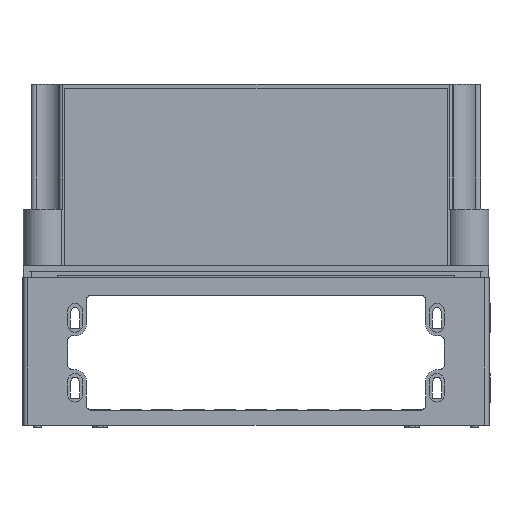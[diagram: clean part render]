
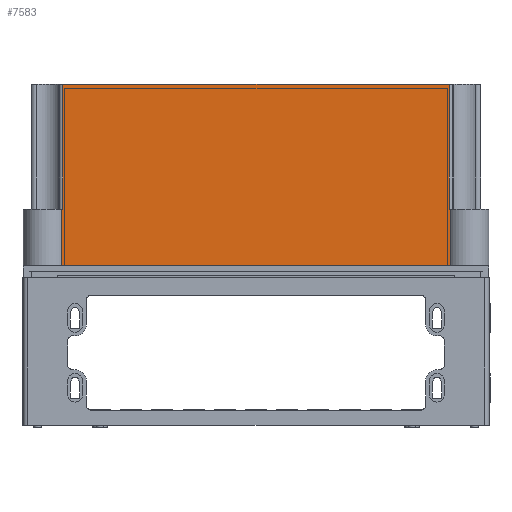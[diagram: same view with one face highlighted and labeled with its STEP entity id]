
A CAD part, front view. The second image highlights one B-rep face of the part: STEP entity #7583.
In plain terms, the highlighted face is planar.
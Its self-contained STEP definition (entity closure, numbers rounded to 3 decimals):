
#7583 = ADVANCED_FACE( '', ( #16368 ), #16369, .F. );
#16368 = FACE_OUTER_BOUND( '', #26127, .T. );
#16369 = PLANE( '', #26128 );
#26127 = EDGE_LOOP( '', ( #49737, #49738, #49739, #49740, #49741, #49742, #49743, #49744 ) );
#26128 = AXIS2_PLACEMENT_3D( '', #49745, #49746, #49747 );
#49737 = ORIENTED_EDGE( '', *, *, #63382, .F. );
#49738 = ORIENTED_EDGE( '', *, *, #60707, .T. );
#49739 = ORIENTED_EDGE( '', *, *, #58923, .T. );
#49740 = ORIENTED_EDGE( '', *, *, #60967, .T. );
#49741 = ORIENTED_EDGE( '', *, *, #66882, .F. );
#49742 = ORIENTED_EDGE( '', *, *, #65093, .F. );
#49743 = ORIENTED_EDGE( '', *, *, #66883, .F. );
#49744 = ORIENTED_EDGE( '', *, *, #62065, .T. );
#49745 = CARTESIAN_POINT( '', ( 6.4, 373., 9.6 ) );
#49746 = DIRECTION( '', ( 1., 0., 0. ) );
#49747 = DIRECTION( '', ( 0., 0., -1. ) );
#58923 = EDGE_CURVE( '', #71391, #71389, #71392, .T. );
#60707 = EDGE_CURVE( '', #74434, #71391, #74435, .F. );
#60967 = EDGE_CURVE( '', #71389, #74862, #74863, .T. );
#62065 = EDGE_CURVE( '', #76592, #76597, #76599, .T. );
#63382 = EDGE_CURVE( '', #74434, #76597, #78596, .T. );
#65093 = EDGE_CURVE( '', #81003, #81005, #81006, .T. );
#66882 = EDGE_CURVE( '', #81005, #74862, #83302, .T. );
#66883 = EDGE_CURVE( '', #76592, #81003, #83303, .T. );
#71389 = VERTEX_POINT( '', #88899 );
#71391 = VERTEX_POINT( '', #88901 );
#71392 = LINE( '', #88902, #88903 );
#74434 = VERTEX_POINT( '', #93030 );
#74435 = LINE( '', #93031, #93032 );
#74862 = VERTEX_POINT( '', #93601 );
#74863 = LINE( '', #93602, #93603 );
#76592 = VERTEX_POINT( '', #95918 );
#76597 = VERTEX_POINT( '', #95924 );
#76599 = LINE( '', #95926, #95927 );
#78596 = LINE( '', #98642, #98643 );
#81003 = VERTEX_POINT( '', #101935 );
#81005 = VERTEX_POINT( '', #101937 );
#81006 = LINE( '', #101938, #101939 );
#83302 = LINE( '', #105025, #105026 );
#83303 = LINE( '', #105027, #105028 );
#88899 = CARTESIAN_POINT( '', ( 6.4, 30.561, 9.6 ) );
#88901 = CARTESIAN_POINT( '', ( 6.4, 342.439, 9.6 ) );
#88902 = CARTESIAN_POINT( '', ( 6.4, 373., 9.6 ) );
#88903 = VECTOR( '', #109263, 1000. );
#93030 = CARTESIAN_POINT( '', ( 6.4, 342.439, 55. ) );
#93031 = CARTESIAN_POINT( '', ( 6.4, 342.439, 9.6 ) );
#93032 = VECTOR( '', #111480, 1000. );
#93601 = CARTESIAN_POINT( '', ( 6.4, 30.561, 55. ) );
#93602 = CARTESIAN_POINT( '', ( 6.4, 30.561, 9.6 ) );
#93603 = VECTOR( '', #111827, 1000. );
#95918 = CARTESIAN_POINT( '', ( 6.4, 341.451, 155. ) );
#95924 = CARTESIAN_POINT( '', ( 6.4, 341.451, 55. ) );
#95926 = CARTESIAN_POINT( '', ( 6.4, 341.451, 160. ) );
#95927 = VECTOR( '', #113186, 1000. );
#98642 = CARTESIAN_POINT( '', ( 6.4, 373., 55. ) );
#98643 = VECTOR( '', #114822, 1000. );
#101935 = CARTESIAN_POINT( '', ( 6.4, 31.549, 155. ) );
#101937 = CARTESIAN_POINT( '', ( 6.4, 31.549, 55. ) );
#101938 = CARTESIAN_POINT( '', ( 6.4, 31.549, 160. ) );
#101939 = VECTOR( '', #116718, 1000. );
#105025 = CARTESIAN_POINT( '', ( 6.4, 373., 55. ) );
#105026 = VECTOR( '', #119060, 1000. );
#105027 = CARTESIAN_POINT( '', ( 6.4, 373., 155. ) );
#105028 = VECTOR( '', #119061, 1000. );
#109263 = DIRECTION( '', ( 0., -1., 0. ) );
#111480 = DIRECTION( '', ( 0., 0., 1. ) );
#111827 = DIRECTION( '', ( 0., 0., 1. ) );
#113186 = DIRECTION( '', ( 0., 0., -1. ) );
#114822 = DIRECTION( '', ( 0., -1., 0. ) );
#116718 = DIRECTION( '', ( 0., 0., -1. ) );
#119060 = DIRECTION( '', ( 0., -1., 0. ) );
#119061 = DIRECTION( '', ( 0., -1., 0. ) );
